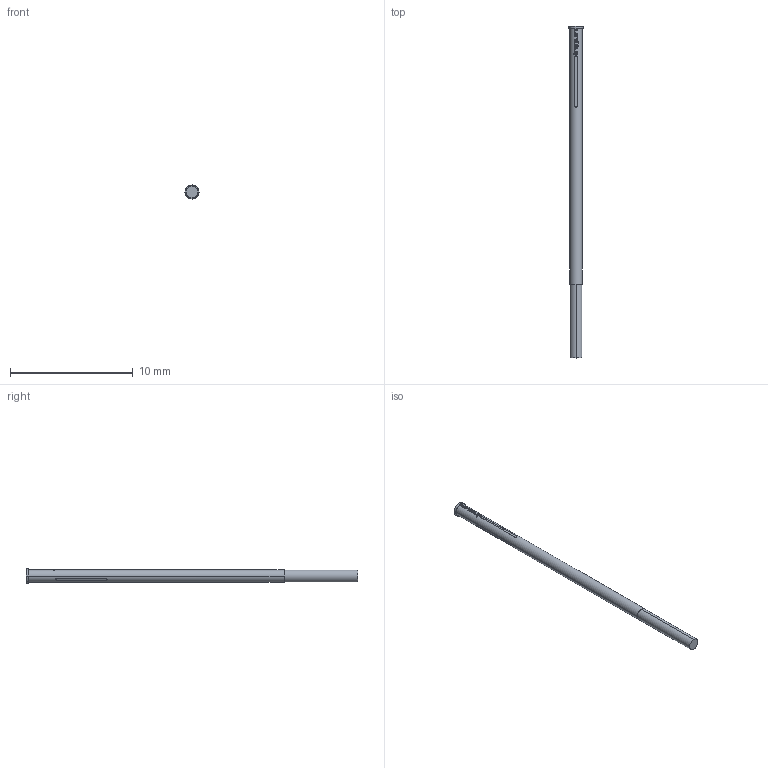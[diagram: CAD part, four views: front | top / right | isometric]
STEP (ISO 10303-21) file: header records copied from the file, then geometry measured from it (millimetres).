
FILE_DESCRIPTION (( 'STEP AP203' ), '1' );
FILE_NAME ('INGUN_KS-087_M0.7_H.STEP', '2021-10-21T14:08:36', ( 'ochi' ), ( '' ), 'SwSTEP 2.0', 'SolidWorks 2018', '' );
FILE_SCHEMA (( 'CONFIG_CONTROL_DESIGN' ));
Length unit declared in the file: millimetre
Products named in the file (1): INGUN_KS-087_M0.7_H
Bounding box: 1.15 x 27 x 1.15 mm (x, y, z)
Volume: 20.9 mm3; surface area: 86.6 mm2
Topology: 1 solids, 1 shells, 101 faces, 265 edges, 176 vertices
Faces by surface type: plane 46, bspline 34, cylinder 19, cone 2
Entity records: 3770 total; most frequent: CARTESIAN_POINT 1453, ORIENTED_EDGE 530, DIRECTION 365, EDGE_CURVE 265, VERTEX_POINT 176, AXIS2_PLACEMENT_3D 142, EDGE_LOOP 111, B_SPLINE_CURVE_WITH_KNOTS 110
